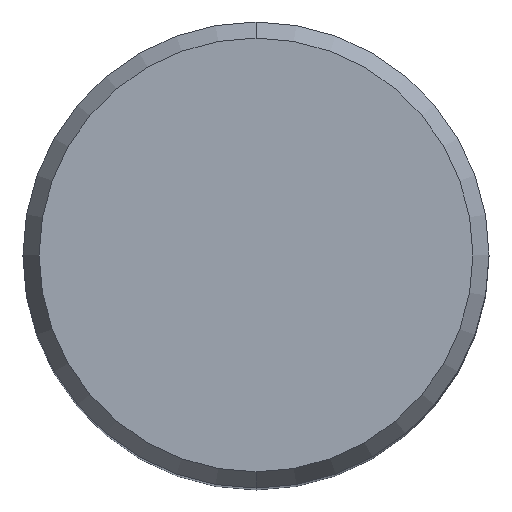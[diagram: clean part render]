
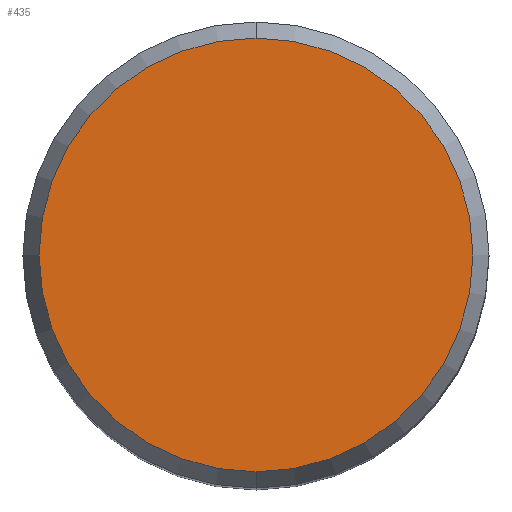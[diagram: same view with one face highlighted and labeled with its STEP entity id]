
A CAD part, top view. The second image highlights one B-rep face of the part: STEP entity #435.
In plain terms, the highlighted planar face has unit normal (0, 0, 1).
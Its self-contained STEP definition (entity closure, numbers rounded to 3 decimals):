
#291=VERTEX_POINT('',#594);
#337=EDGE_CURVE('',#291,#411,#645,.T.);
#343=EDGE_CURVE('',#411,#291,#651,.T.);
#411=VERTEX_POINT('',#729);
#435=ADVANCED_FACE('',(#753),#754,.T.);
#594=CARTESIAN_POINT('',(0.0,9.307,0.0));
#645=CIRCLE('',#1264,9.307);
#651=CIRCLE('',#1273,9.307);
#729=CARTESIAN_POINT('',(0.,-9.307,0.0));
#753=FACE_OUTER_BOUND('',#1536,.T.);
#754=PLANE('',#1537);
#1264=AXIS2_PLACEMENT_3D('',#1754,#1755,#1756);
#1273=AXIS2_PLACEMENT_3D('',#1758,#1759,#1760);
#1536=EDGE_LOOP('',(#1874,#1875));
#1537=AXIS2_PLACEMENT_3D('',#1876,#1877,#1878);
#1754=CARTESIAN_POINT('',(0.0,0.0,0.0));
#1755=DIRECTION('',(0.0,0.0,-1.0));
#1756=DIRECTION('',(0.0,1.0,0.0));
#1758=CARTESIAN_POINT('',(0.0,0.0,0.0));
#1759=DIRECTION('',(0.0,0.0,-1.0));
#1760=DIRECTION('',(0.0,1.0,0.0));
#1874=ORIENTED_EDGE('',*,*,#337,.F.);
#1875=ORIENTED_EDGE('',*,*,#343,.F.);
#1876=CARTESIAN_POINT('',(0.0,4.654,0.0));
#1877=DIRECTION('',(-0.0,0.0,1.0));
#1878=DIRECTION('',(0.0,-1.0,0.0));
